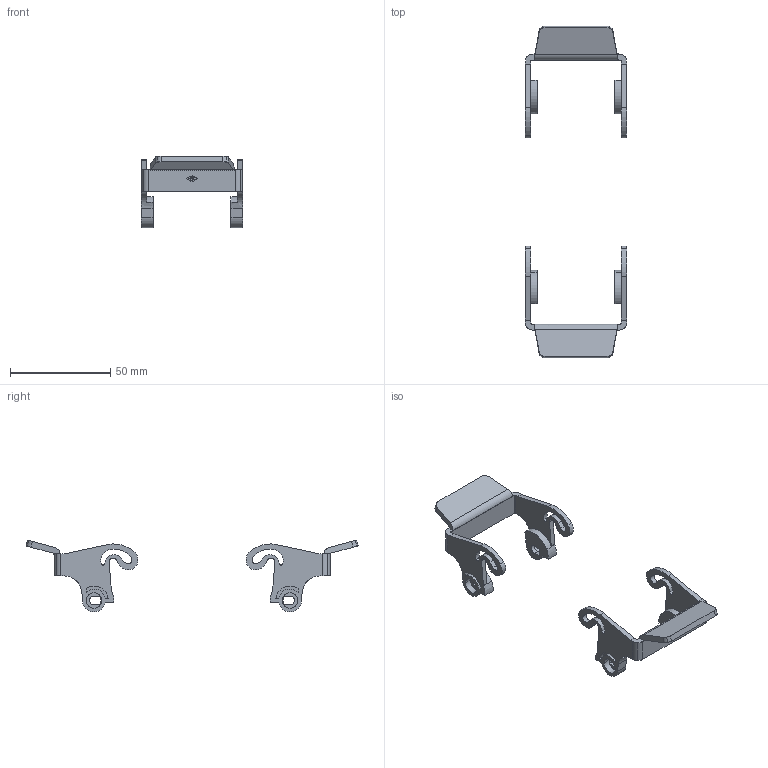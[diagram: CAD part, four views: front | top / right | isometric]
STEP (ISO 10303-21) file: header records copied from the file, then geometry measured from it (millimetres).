
FILE_DESCRIPTION((''),'2;1');
FILE_NAME('COB L.stp','2007-01-02T17:33:41',('gembarski'),(''),'Autodesk Inventor 7','Autodesk Inventor 7','');
FILE_SCHEMA(('AUTOMOTIVE_DESIGN { 1 0 10303 214 1 1 1 1 }'));
Length unit declared in the file: millimetre
Products named in the file (1): COB L
Bounding box: 50.5 x 166 x 35.89 mm (x, y, z)
Volume: 15024.1 mm3; surface area: 13747.9 mm2
Topology: 2 solids, 2 shells, 300 faces, 824 edges, 548 vertices
Faces by surface type: bspline 136, plane 84, cylinder 80
Entity records: 10382 total; most frequent: CARTESIAN_POINT 2865, ORIENTED_EDGE 1648, DIRECTION 1438, EDGE_CURVE 824, VERTEX_POINT 548, VECTOR 540, LINE 540, AXIS2_PLACEMENT_3D 449
